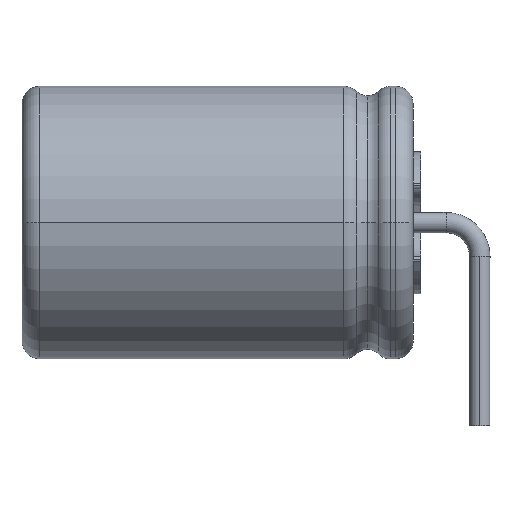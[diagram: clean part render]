
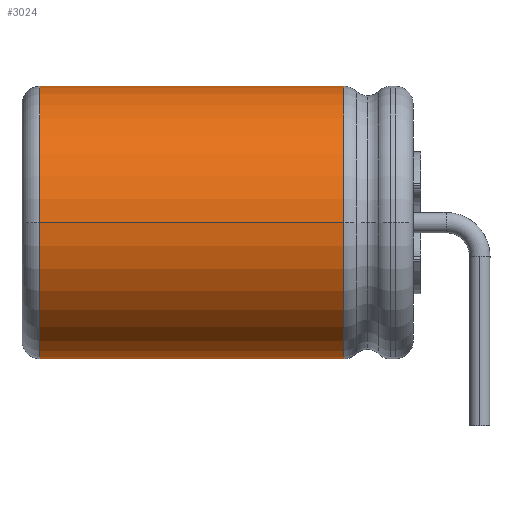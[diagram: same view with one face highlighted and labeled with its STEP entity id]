
A CAD part, left-side view. The second image highlights one B-rep face of the part: STEP entity #3024.
In plain terms, the highlighted cylindrical face has radius 4.025 mm (diameter 8.051 mm), a partial arc.
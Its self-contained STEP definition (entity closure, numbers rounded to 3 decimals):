
#2960 = EDGE_CURVE('',#2961,#2963,#2965,.T.);
#2961 = VERTEX_POINT('',#2962);
#2962 = CARTESIAN_POINT('',(0.,4.02,8.125));
#2963 = VERTEX_POINT('',#2964);
#2964 = CARTESIAN_POINT('',(0.,4.02,0.075));
#2965 = CIRCLE('',#2966,4.025);
#2966 = AXIS2_PLACEMENT_3D('',#2967,#2968,#2969);
#2967 = CARTESIAN_POINT('',(0.,4.02,4.1));
#2968 = DIRECTION('',(0.,-1.,0.));
#2969 = DIRECTION('',(1.,0.,0.));
#3024 = ADVANCED_FACE('',(#3025),#3051,.T.);
#3025 = FACE_BOUND('',#3026,.T.);
#3026 = EDGE_LOOP('',(#3027,#3038,#3044,#3045));
#3027 = ORIENTED_EDGE('',*,*,#3028,.T.);
#3028 = EDGE_CURVE('',#3029,#3031,#3033,.T.);
#3029 = VERTEX_POINT('',#3030);
#3030 = CARTESIAN_POINT('',(0.,13.,8.125));
#3031 = VERTEX_POINT('',#3032);
#3032 = CARTESIAN_POINT('',(0.,13.,0.075));
#3033 = CIRCLE('',#3034,4.025);
#3034 = AXIS2_PLACEMENT_3D('',#3035,#3036,#3037);
#3035 = CARTESIAN_POINT('',(0.,13.,4.1));
#3036 = DIRECTION('',(0.,-1.,0.));
#3037 = DIRECTION('',(1.,0.,0.));
#3038 = ORIENTED_EDGE('',*,*,#3039,.F.);
#3039 = EDGE_CURVE('',#2963,#3031,#3040,.T.);
#3040 = LINE('',#3041,#3042);
#3041 = CARTESIAN_POINT('',(0.,14.422,
    0.075));
#3042 = VECTOR('',#3043,1.);
#3043 = DIRECTION('',(0.,1.,0.));
#3044 = ORIENTED_EDGE('',*,*,#2960,.F.);
#3045 = ORIENTED_EDGE('',*,*,#3046,.F.);
#3046 = EDGE_CURVE('',#3029,#2961,#3047,.T.);
#3047 = LINE('',#3048,#3049);
#3048 = CARTESIAN_POINT('',(0.,14.422,8.125)
  );
#3049 = VECTOR('',#3050,1.);
#3050 = DIRECTION('',(0.,-1.,0.));
#3051 = CYLINDRICAL_SURFACE('',#3052,4.025);
#3052 = AXIS2_PLACEMENT_3D('',#3053,#3054,#3055);
#3053 = CARTESIAN_POINT('',(0.,14.422,4.1));
#3054 = DIRECTION('',(0.,1.,0.));
#3055 = DIRECTION('',(1.,0.,0.));
